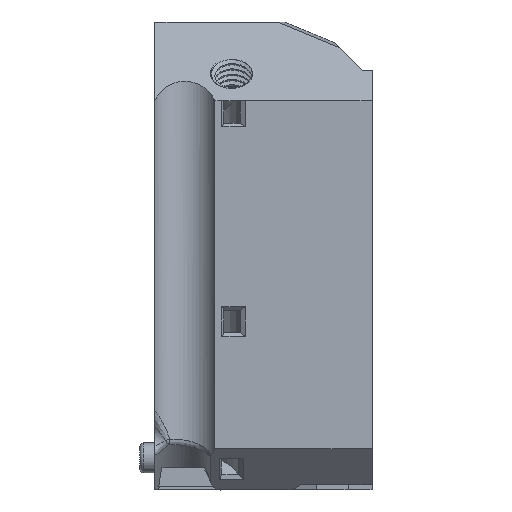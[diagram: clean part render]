
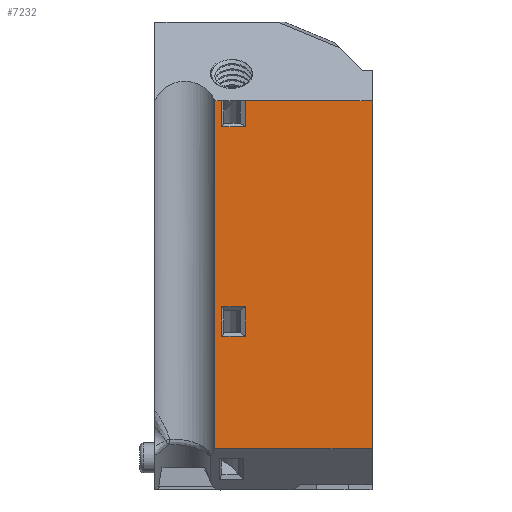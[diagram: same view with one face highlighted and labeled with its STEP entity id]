
A CAD part, left-side view. The second image highlights one B-rep face of the part: STEP entity #7232.
In plain terms, the highlighted planar face has unit normal (-1, 0, 0).
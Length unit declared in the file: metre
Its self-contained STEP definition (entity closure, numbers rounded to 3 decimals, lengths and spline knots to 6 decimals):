
#1085=ORIENTED_EDGE('',*,*,#3192,.F.);
#1086=ORIENTED_EDGE('',*,*,#3193,.F.);
#1087=ORIENTED_EDGE('',*,*,#3194,.F.);
#1088=ORIENTED_EDGE('',*,*,#3195,.F.);
#1089=ORIENTED_EDGE('',*,*,#2937,.F.);
#1090=ORIENTED_EDGE('',*,*,#3017,.F.);
#1091=ORIENTED_EDGE('',*,*,#3196,.F.);
#1092=ORIENTED_EDGE('',*,*,#3197,.F.);
#1093=ORIENTED_EDGE('',*,*,#3198,.F.);
#1094=ORIENTED_EDGE('',*,*,#3015,.F.);
#1095=ORIENTED_EDGE('',*,*,#3199,.T.);
#1096=ORIENTED_EDGE('',*,*,#3200,.F.);
#2937=EDGE_CURVE('',#4023,#4024,#4747,.T.);
#3015=EDGE_CURVE('',#4100,#4101,#4777,.T.);
#3017=EDGE_CURVE('',#4102,#4023,#4779,.T.);
#3192=EDGE_CURVE('',#4247,#4248,#4868,.T.);
#3193=EDGE_CURVE('',#4249,#4247,#4869,.T.);
#3194=EDGE_CURVE('',#4250,#4249,#4870,.T.);
#3195=EDGE_CURVE('',#4248,#4250,#4871,.T.);
#3196=EDGE_CURVE('',#4251,#4102,#4872,.T.);
#3197=EDGE_CURVE('',#4252,#4251,#4873,.T.);
#3198=EDGE_CURVE('',#4101,#4252,#4874,.T.);
#3199=EDGE_CURVE('',#4100,#4253,#4875,.T.);
#3200=EDGE_CURVE('',#4024,#4253,#4876,.T.);
#4023=VERTEX_POINT('',#10183);
#4024=VERTEX_POINT('',#10185);
#4100=VERTEX_POINT('',#10435);
#4101=VERTEX_POINT('',#10437);
#4102=VERTEX_POINT('',#10439);
#4247=VERTEX_POINT('',#11207);
#4248=VERTEX_POINT('',#11208);
#4249=VERTEX_POINT('',#11210);
#4250=VERTEX_POINT('',#11212);
#4251=VERTEX_POINT('',#11215);
#4252=VERTEX_POINT('',#11217);
#4253=VERTEX_POINT('',#11220);
#4747=LINE('',#10184,#5348);
#4777=LINE('',#10436,#5378);
#4779=LINE('',#10440,#5380);
#4868=LINE('',#11206,#5469);
#4869=LINE('',#11209,#5470);
#4870=LINE('',#11211,#5471);
#4871=LINE('',#11213,#5472);
#4872=LINE('',#11214,#5473);
#4873=LINE('',#11216,#5474);
#4874=LINE('',#11218,#5475);
#4875=LINE('',#11219,#5476);
#4876=LINE('',#11221,#5477);
#5348=VECTOR('',#8323,1.);
#5378=VECTOR('',#8375,1.);
#5380=VECTOR('',#8377,1.);
#5469=VECTOR('',#8608,1.);
#5470=VECTOR('',#8609,1.);
#5471=VECTOR('',#8610,1.);
#5472=VECTOR('',#8611,1.);
#5473=VECTOR('',#8612,1.);
#5474=VECTOR('',#8613,1.);
#5475=VECTOR('',#8614,1.);
#5476=VECTOR('',#8615,1.);
#5477=VECTOR('',#8616,1.);
#5986=EDGE_LOOP('',(#1085,#1086,#1087,#1088));
#5987=EDGE_LOOP('',(#1089,#1090,#1091,#1092,#1093,#1094,#1095,#1096));
#6501=FACE_BOUND('',#5986,.T.);
#6502=FACE_BOUND('',#5987,.T.);
#6965=PLANE('',#7748);
#7232=ADVANCED_FACE('',(#6501,#6502),#6965,.T.);
#7748=AXIS2_PLACEMENT_3D('',#11205,#8606,#8607);
#8323=DIRECTION('',(0.,0.,-1.));
#8375=DIRECTION('',(0.,-1.,0.));
#8377=DIRECTION('',(0.,-1.,0.));
#8606=DIRECTION('',(-1.,0.,0.));
#8607=DIRECTION('',(0.,0.,1.));
#8608=DIRECTION('',(0.,-1.,0.));
#8609=DIRECTION('',(0.,0.,-1.));
#8610=DIRECTION('',(0.,1.,0.));
#8611=DIRECTION('',(0.,0.,1.));
#8612=DIRECTION('',(0.,0.,1.));
#8613=DIRECTION('',(0.,-1.,0.));
#8614=DIRECTION('',(0.,0.,-1.));
#8615=DIRECTION('',(0.,0.,-1.));
#8616=DIRECTION('',(0.,1.,0.));
#10183=CARTESIAN_POINT('',(0.044957,-0.078568,0.169924));
#10184=CARTESIAN_POINT('',(0.044957,-0.078568,0.129024));
#10185=CARTESIAN_POINT('',(0.044957,-0.078568,0.123424));
#10435=CARTESIAN_POINT('',(0.044957,-0.057568,0.169924));
#10436=CARTESIAN_POINT('',(0.044957,-0.077068,0.169924));
#10437=CARTESIAN_POINT('',(0.044957,-0.058502,0.169924));
#10439=CARTESIAN_POINT('',(0.044957,-0.061647,0.169924));
#10440=CARTESIAN_POINT('',(0.044957,-0.077068,0.169924));
#11205=CARTESIAN_POINT('',(0.044957,-0.068068,0.146674));
#11206=CARTESIAN_POINT('',(0.044957,-0.065808,0.138424));
#11207=CARTESIAN_POINT('',(0.044957,-0.058502,0.138424));
#11208=CARTESIAN_POINT('',(0.044957,-0.061647,0.138424));
#11209=CARTESIAN_POINT('',(0.044957,-0.058502,0.138424));
#11210=CARTESIAN_POINT('',(0.044957,-0.058502,0.142424));
#11211=CARTESIAN_POINT('',(0.044957,-0.060075,0.142424));
#11212=CARTESIAN_POINT('',(0.044957,-0.061647,0.142424));
#11213=CARTESIAN_POINT('',(0.044957,-0.061647,0.142424));
#11214=CARTESIAN_POINT('',(0.044957,-0.061647,0.142424));
#11215=CARTESIAN_POINT('',(0.044957,-0.061647,0.166424));
#11216=CARTESIAN_POINT('',(0.044957,-0.065808,0.166424));
#11217=CARTESIAN_POINT('',(0.044957,-0.058502,0.166424));
#11218=CARTESIAN_POINT('',(0.044957,-0.058502,0.138424));
#11219=CARTESIAN_POINT('',(0.044957,-0.057568,0.14754));
#11220=CARTESIAN_POINT('',(0.044957,-0.057568,0.123424));
#11221=CARTESIAN_POINT('',(0.044957,-0.067763,0.123424));
